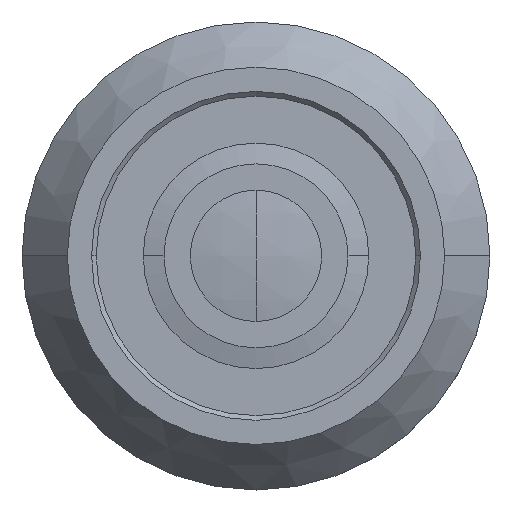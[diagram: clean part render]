
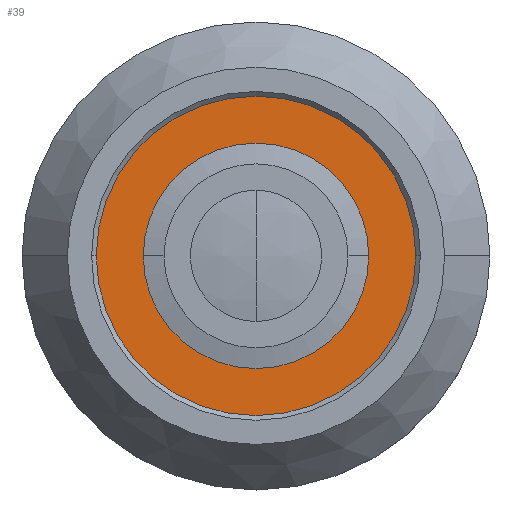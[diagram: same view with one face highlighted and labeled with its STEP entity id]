
A CAD part, top view. The second image highlights one B-rep face of the part: STEP entity #39.
In plain terms, the highlighted planar face has unit normal (0, 0, 1).
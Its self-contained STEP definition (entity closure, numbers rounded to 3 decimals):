
#39 = ADVANCED_FACE ( 'NONE', ( #248, #254 ), #642, .F. ) ;
#188 = EDGE_LOOP ( 'NONE', ( #862, #863 ) ) ;
#194 = EDGE_LOOP ( 'NONE', ( #854, #861 ) ) ;
#248 = FACE_BOUND ( 'NONE', #194, .T. ) ;
#254 = FACE_OUTER_BOUND ( 'NONE', #188, .T. ) ;
#308 = CIRCLE ( 'NONE', #1014, 12. ) ;
#328 = CIRCLE ( 'NONE', #1021, 17. ) ;
#360 = CIRCLE ( 'NONE', #1026, 17. ) ;
#374 = CIRCLE ( 'NONE', #513, 12. ) ;
#422 = CARTESIAN_POINT ( 'NONE',  ( 0., 0., 8.25 ) ) ;
#424 = DIRECTION ( 'NONE',  ( 0., 0., -1. ) ) ;
#425 = DIRECTION ( 'NONE',  ( -1., 0., 0. ) ) ;
#441 = CARTESIAN_POINT ( 'NONE',  ( 0., 0., 8.25 ) ) ;
#449 = DIRECTION ( 'NONE',  ( 0., 0., -1. ) ) ;
#450 = DIRECTION ( 'NONE',  ( -1., 0., 0. ) ) ;
#513 = AXIS2_PLACEMENT_3D ( 'NONE', #441, #449, #450 ) ;
#532 = VERTEX_POINT ( 'NONE', #698 ) ;
#533 = VERTEX_POINT ( 'NONE', #715 ) ;
#546 = VERTEX_POINT ( 'NONE', #725 ) ;
#547 = VERTEX_POINT ( 'NONE', #726 ) ;
#641 = CARTESIAN_POINT ( 'NONE',  ( 17., 0., 8.25 ) ) ;
#642 = PLANE ( 'NONE',  #987 ) ;
#643 = DIRECTION ( 'NONE',  ( 0., 0., -1. ) ) ;
#644 = DIRECTION ( 'NONE',  ( -1., 0., 0. ) ) ;
#698 = CARTESIAN_POINT ( 'NONE',  ( -17., 0., 8.25 ) ) ;
#715 = CARTESIAN_POINT ( 'NONE',  ( 17., 0., 8.25 ) ) ;
#725 = CARTESIAN_POINT ( 'NONE',  ( 12., 0., 8.25 ) ) ;
#726 = CARTESIAN_POINT ( 'NONE',  ( -12., 0., 8.25 ) ) ;
#794 = CARTESIAN_POINT ( 'NONE',  ( 0., 0., 8.25 ) ) ;
#795 = DIRECTION ( 'NONE',  ( 0., 0., -1. ) ) ;
#796 = DIRECTION ( 'NONE',  ( -1., 0., 0. ) ) ;
#826 = CARTESIAN_POINT ( 'NONE',  ( 0., 0., 8.25 ) ) ;
#827 = DIRECTION ( 'NONE',  ( 0., 0., -1. ) ) ;
#828 = DIRECTION ( 'NONE',  ( -1., 0., 0. ) ) ;
#854 = ORIENTED_EDGE ( 'NONE', *, *, #906, .T. ) ;
#861 = ORIENTED_EDGE ( 'NONE', *, *, #949, .T. ) ;
#862 = ORIENTED_EDGE ( 'NONE', *, *, #919, .F. ) ;
#863 = ORIENTED_EDGE ( 'NONE', *, *, #940, .F. ) ;
#906 = EDGE_CURVE ( 'NONE', #547, #546, #308, .T. ) ;
#919 = EDGE_CURVE ( 'NONE', #533, #532, #328, .T. ) ;
#940 = EDGE_CURVE ( 'NONE', #532, #533, #360, .T. ) ;
#949 = EDGE_CURVE ( 'NONE', #546, #547, #374, .T. ) ;
#987 = AXIS2_PLACEMENT_3D ( 'NONE', #641, #643, #644 ) ;
#1014 = AXIS2_PLACEMENT_3D ( 'NONE', #794, #795, #796 ) ;
#1021 = AXIS2_PLACEMENT_3D ( 'NONE', #826, #827, #828 ) ;
#1026 = AXIS2_PLACEMENT_3D ( 'NONE', #422, #424, #425 ) ;
